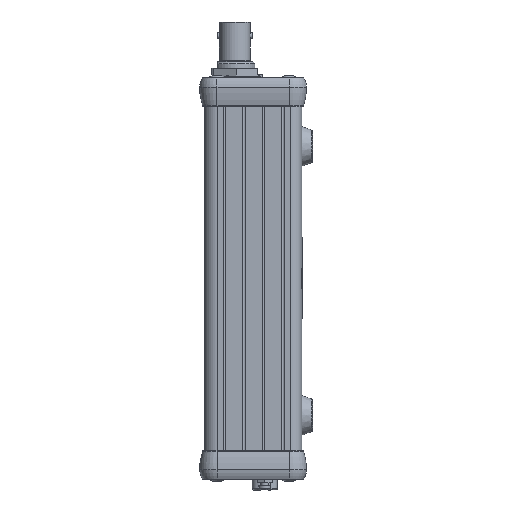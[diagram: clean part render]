
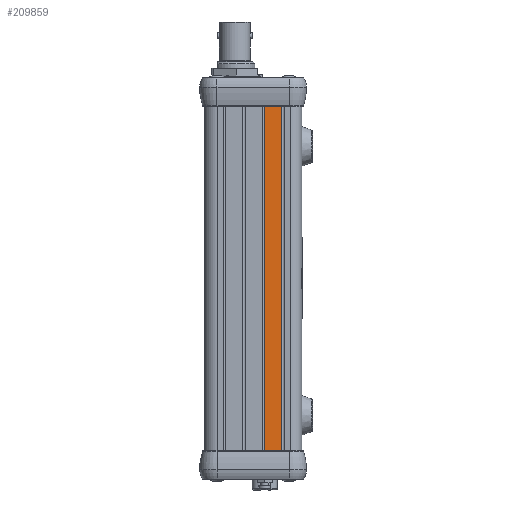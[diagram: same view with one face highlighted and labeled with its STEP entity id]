
A CAD part, left-side view. The second image highlights one B-rep face of the part: STEP entity #209859.
In plain terms, the highlighted planar face has unit normal (-1, 0, 0).
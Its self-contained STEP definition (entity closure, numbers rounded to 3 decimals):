
#6404 = VERTEX_POINT ( 'NONE', #359235 ) ;
#27590 = DIRECTION ( 'NONE',  ( 0., 0., 1. ) ) ;
#56048 = ORIENTED_EDGE ( 'NONE', *, *, #84764, .F. ) ;
#72430 = ORIENTED_EDGE ( 'NONE', *, *, #267087, .T. ) ;
#84764 = EDGE_CURVE ( 'NONE', #351885, #87493, #190458, .T. ) ;
#87493 = VERTEX_POINT ( 'NONE', #254992 ) ;
#93923 = ORIENTED_EDGE ( 'NONE', *, *, #384755, .T. ) ;
#96193 = VECTOR ( 'NONE', #117154, 1000. ) ;
#117154 = DIRECTION ( 'NONE',  ( 0., -1., 0. ) ) ;
#124697 = CARTESIAN_POINT ( 'NONE',  ( -51.5, 6.208, 0. ) ) ;
#133562 = LINE ( 'NONE', #277697, #358053 ) ;
#143270 = AXIS2_PLACEMENT_3D ( 'NONE', #124697, #266454, #304227 ) ;
#144631 = CARTESIAN_POINT ( 'NONE',  ( -51.5, 6.208, 0. ) ) ;
#183827 = LINE ( 'NONE', #394214, #298676 ) ;
#190458 = LINE ( 'NONE', #265846, #96193 ) ;
#191900 = EDGE_LOOP ( 'NONE', ( #72430, #195336, #56048, #93923 ) ) ;
#195336 = ORIENTED_EDGE ( 'NONE', *, *, #444477, .T. ) ;
#209859 = ADVANCED_FACE ( 'NONE', ( #228945 ), #372981, .T. ) ;
#210533 = CARTESIAN_POINT ( 'NONE',  ( -51.5, 6.208, 0. ) ) ;
#224080 = VERTEX_POINT ( 'NONE', #144631 ) ;
#228945 = FACE_OUTER_BOUND ( 'NONE', #191900, .T. ) ;
#241192 = LINE ( 'NONE', #210533, #245627 ) ;
#245627 = VECTOR ( 'NONE', #248173, 1000. ) ;
#248173 = DIRECTION ( 'NONE',  ( 0., -1., 0. ) ) ;
#254992 = CARTESIAN_POINT ( 'NONE',  ( -51.5, 6.208, 120. ) ) ;
#265846 = CARTESIAN_POINT ( 'NONE',  ( -51.5, 21.015, 120. ) ) ;
#266454 = DIRECTION ( 'NONE',  ( -1., 0., 0. ) ) ;
#267087 = EDGE_CURVE ( 'NONE', #6404, #224080, #241192, .T. ) ;
#277697 = CARTESIAN_POINT ( 'NONE',  ( -51.5, 6.208, 0. ) ) ;
#277735 = CARTESIAN_POINT ( 'NONE',  ( -51.5, 11.558, 120. ) ) ;
#298676 = VECTOR ( 'NONE', #323286, 1000. ) ;
#304227 = DIRECTION ( 'NONE',  ( 0., 0., 1. ) ) ;
#323286 = DIRECTION ( 'NONE',  ( 0., 0., -1. ) ) ;
#351885 = VERTEX_POINT ( 'NONE', #277735 ) ;
#358053 = VECTOR ( 'NONE', #27590, 1000. ) ;
#359235 = CARTESIAN_POINT ( 'NONE',  ( -51.5, 11.558, 0. ) ) ;
#372981 = PLANE ( 'NONE',  #143270 ) ;
#384755 = EDGE_CURVE ( 'NONE', #351885, #6404, #183827, .T. ) ;
#394214 = CARTESIAN_POINT ( 'NONE',  ( -51.5, 11.558, 0. ) ) ;
#444477 = EDGE_CURVE ( 'NONE', #224080, #87493, #133562, .T. ) ;
